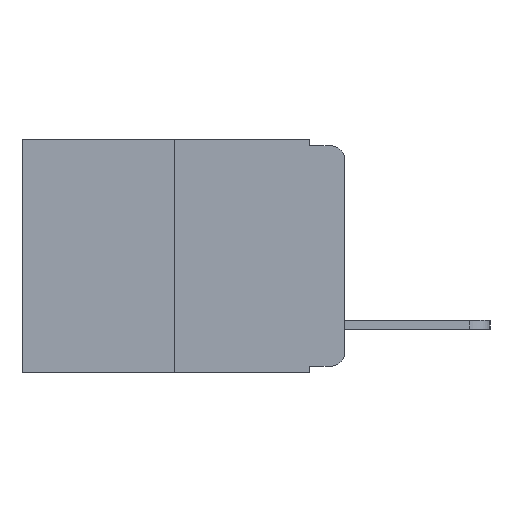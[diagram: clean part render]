
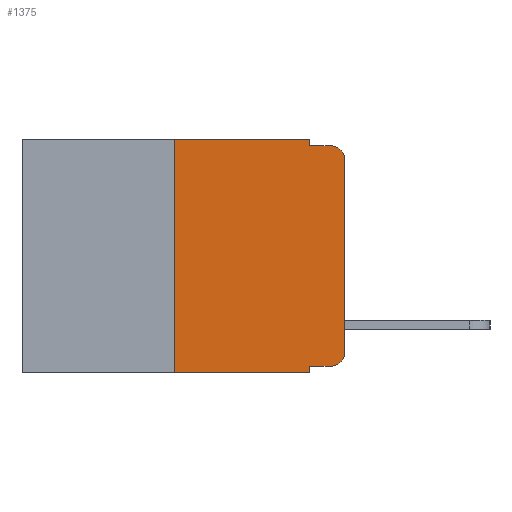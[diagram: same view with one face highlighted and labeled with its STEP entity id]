
A CAD part, left-side view. The second image highlights one B-rep face of the part: STEP entity #1375.
In plain terms, the highlighted planar face has unit normal (-1, 0, 0).
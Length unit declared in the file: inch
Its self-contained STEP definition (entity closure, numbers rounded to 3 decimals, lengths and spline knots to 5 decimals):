
#46 = VECTOR ( 'NONE', #6504, 39.37008 ) ;
#79 = CARTESIAN_POINT ( 'NONE',  ( 0., 0.02, -0.333 ) ) ;
#104 = DIRECTION ( 'NONE',  ( 0., 0., -1. ) ) ;
#290 = DIRECTION ( 'NONE',  ( 0., 0., 1. ) ) ;
#516 = CARTESIAN_POINT ( 'NONE',  ( 0., 0.473, -0.343 ) ) ;
#813 = LINE ( 'NONE', #6970, #1650 ) ;
#892 = VECTOR ( 'NONE', #2597, 39.37008 ) ;
#938 = ORIENTED_EDGE ( 'NONE', *, *, #7994, .T. ) ;
#1004 = VERTEX_POINT ( 'NONE', #3332 ) ;
#1310 = DIRECTION ( 'NONE',  ( 1., 0., 0. ) ) ;
#1350 = VERTEX_POINT ( 'NONE', #1473 ) ;
#1375 = ADVANCED_FACE ( 'NONE', ( #3004 ), #6660, .F. ) ;
#1439 = VERTEX_POINT ( 'NONE', #10312 ) ;
#1473 = CARTESIAN_POINT ( 'NONE',  ( 0., 0.25, 0. ) ) ;
#1496 = DIRECTION ( 'NONE',  ( 0., -1., 0. ) ) ;
#1597 = LINE ( 'NONE', #3208, #1725 ) ;
#1611 = CARTESIAN_POINT ( 'NONE',  ( 0., 0., 0. ) ) ;
#1650 = VECTOR ( 'NONE', #1496, 39.37008 ) ;
#1725 = VECTOR ( 'NONE', #8437, 39.37008 ) ;
#1751 = EDGE_CURVE ( 'NONE', #1350, #2762, #2297, .T. ) ;
#1914 = VERTEX_POINT ( 'NONE', #4867 ) ;
#2094 = LINE ( 'NONE', #2165, #7126 ) ;
#2165 = CARTESIAN_POINT ( 'NONE',  ( 0., 0.051, 0. ) ) ;
#2297 = LINE ( 'NONE', #2955, #46 ) ;
#2564 = VERTEX_POINT ( 'NONE', #7530 ) ;
#2597 = DIRECTION ( 'NONE',  ( 0., 0., 1. ) ) ;
#2762 = VERTEX_POINT ( 'NONE', #9548 ) ;
#2853 = ORIENTED_EDGE ( 'NONE', *, *, #6140, .F. ) ;
#2955 = CARTESIAN_POINT ( 'NONE',  ( 0., 0.473, 0. ) ) ;
#3004 = FACE_OUTER_BOUND ( 'NONE', #10057, .T. ) ;
#3207 = DIRECTION ( 'NONE',  ( -1., 0., 0. ) ) ;
#3208 = CARTESIAN_POINT ( 'NONE',  ( 0., 0.051, 0. ) ) ;
#3243 = CARTESIAN_POINT ( 'NONE',  ( 0., 0.473, 0. ) ) ;
#3332 = CARTESIAN_POINT ( 'NONE',  ( 0., 0.25, -0.343 ) ) ;
#3366 = LINE ( 'NONE', #7544, #11453 ) ;
#3634 = EDGE_CURVE ( 'NONE', #1004, #6259, #4285, .T. ) ;
#3704 = VECTOR ( 'NONE', #4130, 39.37008 ) ;
#3803 = EDGE_CURVE ( 'NONE', #2564, #8499, #9444, .T. ) ;
#4130 = DIRECTION ( 'NONE',  ( 0., -1., 0. ) ) ;
#4170 = CARTESIAN_POINT ( 'NONE',  ( 0., 0.051, -0.343 ) ) ;
#4188 = LINE ( 'NONE', #10957, #6263 ) ;
#4284 = EDGE_CURVE ( 'NONE', #2762, #1439, #1597, .T. ) ;
#4285 = LINE ( 'NONE', #516, #3704 ) ;
#4573 = CARTESIAN_POINT ( 'NONE',  ( 0., 0.02, -0.313 ) ) ;
#4704 = EDGE_CURVE ( 'NONE', #10066, #2564, #10251, .T. ) ;
#4866 = DIRECTION ( 'NONE',  ( 0., 0., -1. ) ) ;
#4867 = CARTESIAN_POINT ( 'NONE',  ( 0., 0.02, -0.01 ) ) ;
#4931 = ORIENTED_EDGE ( 'NONE', *, *, #3634, .T. ) ;
#5116 = AXIS2_PLACEMENT_3D ( 'NONE', #4573, #8083, #104 ) ;
#5464 = ORIENTED_EDGE ( 'NONE', *, *, #8181, .F. ) ;
#5860 = ORIENTED_EDGE ( 'NONE', *, *, #10314, .T. ) ;
#5933 = DIRECTION ( 'NONE',  ( 0., 0., -1. ) ) ;
#6140 = EDGE_CURVE ( 'NONE', #1004, #1350, #3366, .T. ) ;
#6201 = EDGE_CURVE ( 'NONE', #10235, #6259, #2094, .T. ) ;
#6259 = VERTEX_POINT ( 'NONE', #4170 ) ;
#6263 = VECTOR ( 'NONE', #7473, 39.37008 ) ;
#6456 = ORIENTED_EDGE ( 'NONE', *, *, #1751, .F. ) ;
#6504 = DIRECTION ( 'NONE',  ( 0., -1., 0. ) ) ;
#6660 = PLANE ( 'NONE',  #10782 ) ;
#6749 = ORIENTED_EDGE ( 'NONE', *, *, #4704, .T. ) ;
#6970 = CARTESIAN_POINT ( 'NONE',  ( 0., 0.051, -0.01 ) ) ;
#7126 = VECTOR ( 'NONE', #4866, 39.37008 ) ;
#7341 = CARTESIAN_POINT ( 'NONE',  ( 0., 0., -0.03 ) ) ;
#7451 = CARTESIAN_POINT ( 'NONE',  ( 0., 0.051, -0.333 ) ) ;
#7473 = DIRECTION ( 'NONE',  ( 0., -1., 0. ) ) ;
#7530 = CARTESIAN_POINT ( 'NONE',  ( 0., 0., -0.313 ) ) ;
#7544 = CARTESIAN_POINT ( 'NONE',  ( 0., 0.25, 0. ) ) ;
#7793 = CIRCLE ( 'NONE', #11577, 0.02 ) ;
#7994 = EDGE_CURVE ( 'NONE', #10235, #10066, #4188, .T. ) ;
#8083 = DIRECTION ( 'NONE',  ( -1., 0., 0. ) ) ;
#8181 = EDGE_CURVE ( 'NONE', #1439, #1914, #813, .T. ) ;
#8437 = DIRECTION ( 'NONE',  ( 0., 0., -1. ) ) ;
#8499 = VERTEX_POINT ( 'NONE', #7341 ) ;
#9200 = ORIENTED_EDGE ( 'NONE', *, *, #3803, .T. ) ;
#9444 = LINE ( 'NONE', #1611, #892 ) ;
#9464 = DIRECTION ( 'NONE',  ( 0., 0., -1. ) ) ;
#9548 = CARTESIAN_POINT ( 'NONE',  ( 0., 0.051, 0. ) ) ;
#9916 = ORIENTED_EDGE ( 'NONE', *, *, #4284, .F. ) ;
#10057 = EDGE_LOOP ( 'NONE', ( #9200, #5860, #5464, #9916, #6456, #2853, #4931, #11245, #938, #6749 ) ) ;
#10066 = VERTEX_POINT ( 'NONE', #79 ) ;
#10235 = VERTEX_POINT ( 'NONE', #7451 ) ;
#10251 = CIRCLE ( 'NONE', #5116, 0.02 ) ;
#10312 = CARTESIAN_POINT ( 'NONE',  ( 0., 0.051, -0.01 ) ) ;
#10314 = EDGE_CURVE ( 'NONE', #8499, #1914, #7793, .T. ) ;
#10782 = AXIS2_PLACEMENT_3D ( 'NONE', #3243, #1310, #5933 ) ;
#10957 = CARTESIAN_POINT ( 'NONE',  ( 0., 0.051, -0.333 ) ) ;
#11245 = ORIENTED_EDGE ( 'NONE', *, *, #6201, .F. ) ;
#11284 = CARTESIAN_POINT ( 'NONE',  ( 0., 0.02, -0.03 ) ) ;
#11453 = VECTOR ( 'NONE', #290, 39.37008 ) ;
#11577 = AXIS2_PLACEMENT_3D ( 'NONE', #11284, #3207, #9464 ) ;
